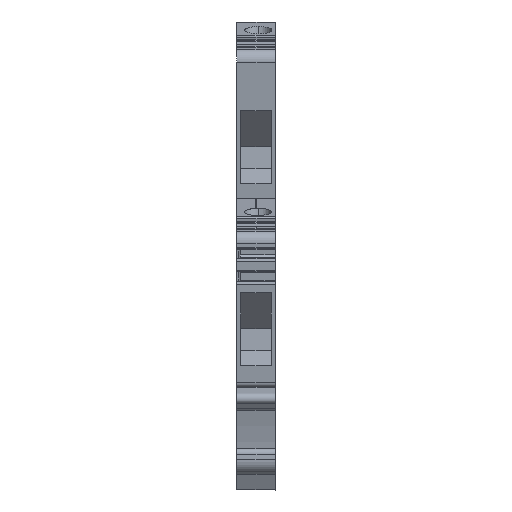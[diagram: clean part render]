
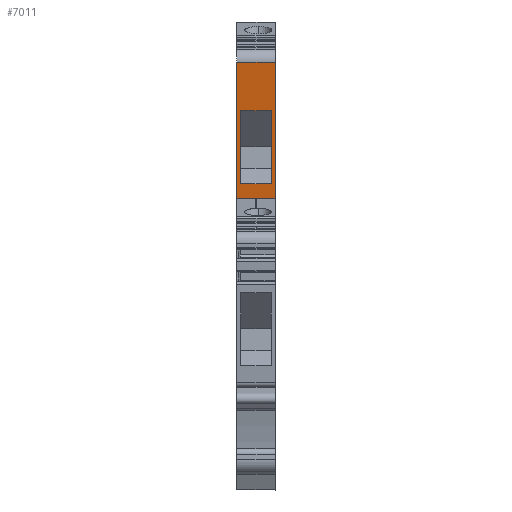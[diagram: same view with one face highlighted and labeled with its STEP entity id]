
A CAD part, front view. The second image highlights one B-rep face of the part: STEP entity #7011.
In plain terms, the highlighted planar face has unit normal (0, -0.985, -0.174).
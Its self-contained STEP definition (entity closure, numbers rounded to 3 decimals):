
#6964=AXIS2_PLACEMENT_3D('Plane Axis2P3D',#6961,#6962,#6963) ;
#843=CARTESIAN_POINT('Vertex',(5.1,14.018,56.876)) ;
#846=CARTESIAN_POINT('Line Origine',(5.1,15.62,47.788)) ;
#850=CARTESIAN_POINT('Vertex',(5.1,17.223,38.701)) ;
#4265=CARTESIAN_POINT('Vertex',(0.,17.223,38.701)) ;
#4268=CARTESIAN_POINT('Line Origine',(0.,15.62,47.788)) ;
#4272=CARTESIAN_POINT('Vertex',(0.,14.018,56.876)) ;
#6948=CARTESIAN_POINT('Line Origine',(2.55,14.018,56.876)) ;
#6961=CARTESIAN_POINT('Axis2P3D Location',(0.,17.214,38.75)) ;
#6966=CARTESIAN_POINT('Line Origine',(2.55,17.223,38.701)) ;
#6977=CARTESIAN_POINT('Line Origine',(4.6,16.009,45.585)) ;
#6981=CARTESIAN_POINT('Vertex',(4.6,15.153,50.44)) ;
#6983=CARTESIAN_POINT('Vertex',(4.6,16.865,40.73)) ;
#6986=CARTESIAN_POINT('Line Origine',(2.55,16.865,40.73)) ;
#6990=CARTESIAN_POINT('Vertex',(0.5,16.865,40.73)) ;
#6993=CARTESIAN_POINT('Line Origine',(0.5,16.009,45.585)) ;
#6997=CARTESIAN_POINT('Vertex',(0.5,15.153,50.44)) ;
#7000=CARTESIAN_POINT('Line Origine',(2.55,15.153,50.44)) ;
#847=DIRECTION('Vector Direction',(0.,0.174,-0.985)) ;
#4269=DIRECTION('Vector Direction',(0.,-0.174,0.985)) ;
#6949=DIRECTION('Vector Direction',(1.,0.,0.)) ;
#6962=DIRECTION('Axis2P3D Direction',(0.,0.985,0.174)) ;
#6963=DIRECTION('Axis2P3D XDirection',(0.,-0.174,0.985)) ;
#6967=DIRECTION('Vector Direction',(-1.,0.,0.)) ;
#6978=DIRECTION('Vector Direction',(0.,0.174,-0.985)) ;
#6987=DIRECTION('Vector Direction',(-1.,0.,0.)) ;
#6994=DIRECTION('Vector Direction',(0.,0.174,-0.985)) ;
#7001=DIRECTION('Vector Direction',(-1.,0.,0.)) ;
#848=VECTOR('Line Direction',#847,1.) ;
#4270=VECTOR('Line Direction',#4269,1.) ;
#6950=VECTOR('Line Direction',#6949,1.) ;
#6968=VECTOR('Line Direction',#6967,1.) ;
#6979=VECTOR('Line Direction',#6978,1.) ;
#6988=VECTOR('Line Direction',#6987,1.) ;
#6995=VECTOR('Line Direction',#6994,1.) ;
#7002=VECTOR('Line Direction',#7001,1.) ;
#6972=ORIENTED_EDGE('',*,*,#4274,.F.) ;
#6973=ORIENTED_EDGE('',*,*,#6970,.F.) ;
#6974=ORIENTED_EDGE('',*,*,#852,.T.) ;
#6975=ORIENTED_EDGE('',*,*,#6952,.F.) ;
#7006=ORIENTED_EDGE('',*,*,#6985,.T.) ;
#7007=ORIENTED_EDGE('',*,*,#6992,.T.) ;
#7008=ORIENTED_EDGE('',*,*,#6999,.F.) ;
#7009=ORIENTED_EDGE('',*,*,#7004,.F.) ;
#7010=FACE_BOUND('',#7005,.T.) ;
#7011=ADVANCED_FACE('KLTR',(#6976,#7010),#6965,.F.) ;
#852=EDGE_CURVE('',#851,#844,#849,.F.) ;
#4274=EDGE_CURVE('',#4266,#4273,#4271,.T.) ;
#6952=EDGE_CURVE('',#4273,#844,#6951,.T.) ;
#6970=EDGE_CURVE('',#851,#4266,#6969,.T.) ;
#6985=EDGE_CURVE('',#6982,#6984,#6980,.T.) ;
#6992=EDGE_CURVE('',#6984,#6991,#6989,.T.) ;
#6999=EDGE_CURVE('',#6998,#6991,#6996,.T.) ;
#7004=EDGE_CURVE('',#6982,#6998,#7003,.T.) ;
#6971=EDGE_LOOP('',(#6972,#6973,#6974,#6975)) ;
#7005=EDGE_LOOP('',(#7006,#7007,#7008,#7009)) ;
#6976=FACE_OUTER_BOUND('',#6971,.T.) ;
#849=LINE('Line',#846,#848) ;
#4271=LINE('Line',#4268,#4270) ;
#6951=LINE('Line',#6948,#6950) ;
#6969=LINE('Line',#6966,#6968) ;
#6980=LINE('Line',#6977,#6979) ;
#6989=LINE('Line',#6986,#6988) ;
#6996=LINE('Line',#6993,#6995) ;
#7003=LINE('Line',#7000,#7002) ;
#6965=PLANE('',#6964) ;
#844=VERTEX_POINT('',#843) ;
#851=VERTEX_POINT('',#850) ;
#4266=VERTEX_POINT('',#4265) ;
#4273=VERTEX_POINT('',#4272) ;
#6982=VERTEX_POINT('',#6981) ;
#6984=VERTEX_POINT('',#6983) ;
#6991=VERTEX_POINT('',#6990) ;
#6998=VERTEX_POINT('',#6997) ;
